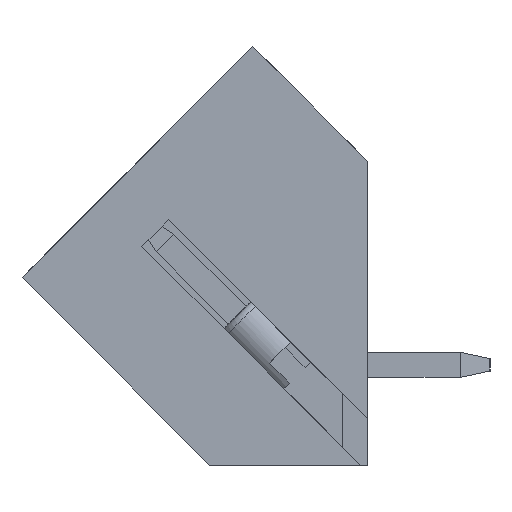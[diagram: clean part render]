
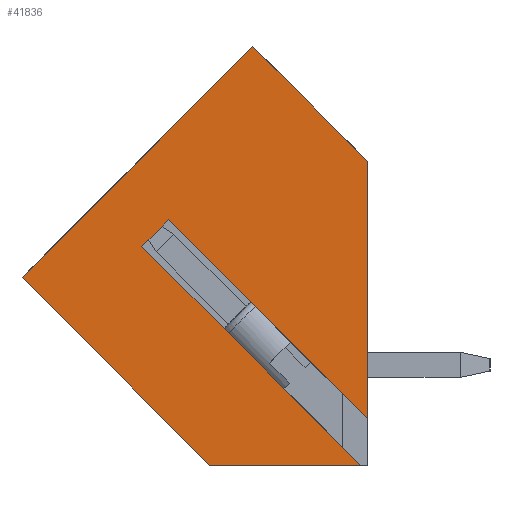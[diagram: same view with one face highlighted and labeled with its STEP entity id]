
A CAD part, left-side view. The second image highlights one B-rep face of the part: STEP entity #41836.
In plain terms, the highlighted planar face has unit normal (-1, 0, 0).
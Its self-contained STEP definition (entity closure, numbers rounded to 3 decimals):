
#257 = PLANE ( 'NONE',  #39080 ) ;
#1411 = VERTEX_POINT ( 'NONE', #5750 ) ;
#1901 = VECTOR ( 'NONE', #15043, 1000. ) ;
#2564 = LINE ( 'NONE', #27551, #32794 ) ;
#2905 = VECTOR ( 'NONE', #10087, 1000. ) ;
#3333 = ORIENTED_EDGE ( 'NONE', *, *, #15166, .T. ) ;
#3336 = CARTESIAN_POINT ( 'NONE',  ( 0., 11., 0. ) ) ;
#3617 = VECTOR ( 'NONE', #38256, 1000. ) ;
#4130 = VERTEX_POINT ( 'NONE', #30803 ) ;
#4330 = VECTOR ( 'NONE', #20605, 1000. ) ;
#4333 = DIRECTION ( 'NONE',  ( 0., 0.707, 0.707 ) ) ;
#4863 = EDGE_CURVE ( 'NONE', #11117, #12761, #2564, .T. ) ;
#4898 = VECTOR ( 'NONE', #4333, 1000. ) ;
#5750 = CARTESIAN_POINT ( 'NONE',  ( 0., 3.65, 13.33 ) ) ;
#6087 = CARTESIAN_POINT ( 'NONE',  ( 0., 3.65, 13.33 ) ) ;
#6700 = ORIENTED_EDGE ( 'NONE', *, *, #32016, .T. ) ;
#6851 = LINE ( 'NONE', #12929, #4330 ) ;
#7184 = DIRECTION ( 'NONE',  ( 0., 0., -1. ) ) ;
#7298 = CARTESIAN_POINT ( 'NONE',  ( 0., 0.219, 0. ) ) ;
#9020 = DIRECTION ( 'NONE',  ( 0., 0.707, -0.707 ) ) ;
#9568 = VERTEX_POINT ( 'NONE', #7298 ) ;
#9873 = EDGE_CURVE ( 'NONE', #9568, #13320, #29732, .T. ) ;
#10087 = DIRECTION ( 'NONE',  ( 0., -1., 0. ) ) ;
#10482 = ORIENTED_EDGE ( 'NONE', *, *, #9873, .T. ) ;
#10617 = CARTESIAN_POINT ( 'NONE',  ( 0., -2.689, -1.211 ) ) ;
#10784 = ORIENTED_EDGE ( 'NONE', *, *, #39175, .T. ) ;
#11117 = VERTEX_POINT ( 'NONE', #23884 ) ;
#12371 = CARTESIAN_POINT ( 'NONE',  ( 0., 7.186, 6.966 ) ) ;
#12761 = VERTEX_POINT ( 'NONE', #36107 ) ;
#12929 = CARTESIAN_POINT ( 'NONE',  ( 0., 0., 13.33 ) ) ;
#13320 = VERTEX_POINT ( 'NONE', #43956 ) ;
#13953 = CARTESIAN_POINT ( 'NONE',  ( 0., 11., 13.33 ) ) ;
#15043 = DIRECTION ( 'NONE',  ( 0., -0.707, 0.707 ) ) ;
#15166 = EDGE_CURVE ( 'NONE', #4130, #34534, #6851, .T. ) ;
#15618 = EDGE_CURVE ( 'NONE', #12761, #9568, #24066, .T. ) ;
#18809 = VERTEX_POINT ( 'NONE', #24255 ) ;
#19548 = VECTOR ( 'NONE', #9020, 1000. ) ;
#20605 = DIRECTION ( 'NONE',  ( 0., 0., 1. ) ) ;
#23006 = LINE ( 'NONE', #6087, #19548 ) ;
#23884 = CARTESIAN_POINT ( 'NONE',  ( 0., 11., 5.98 ) ) ;
#24066 = LINE ( 'NONE', #3336, #2905 ) ;
#24255 = CARTESIAN_POINT ( 'NONE',  ( 0., 6.337, 7.815 ) ) ;
#24313 = DIRECTION ( 'NONE',  ( 1., 0., 0. ) ) ;
#24844 = LINE ( 'NONE', #10617, #4898 ) ;
#25453 = VECTOR ( 'NONE', #36441, 1000. ) ;
#26392 = CARTESIAN_POINT ( 'NONE',  ( 0., -1.84, -2.06 ) ) ;
#26454 = ORIENTED_EDGE ( 'NONE', *, *, #38441, .F. ) ;
#26892 = EDGE_LOOP ( 'NONE', ( #29662, #10482, #10784, #26454, #3333, #37892, #6700, #30349 ) ) ;
#27506 = FACE_OUTER_BOUND ( 'NONE', #26892, .T. ) ;
#27551 = CARTESIAN_POINT ( 'NONE',  ( 0., 11., 5.98 ) ) ;
#28683 = EDGE_CURVE ( 'NONE', #34534, #1411, #31971, .T. ) ;
#29662 = ORIENTED_EDGE ( 'NONE', *, *, #15618, .T. ) ;
#29732 = LINE ( 'NONE', #26392, #25453 ) ;
#30349 = ORIENTED_EDGE ( 'NONE', *, *, #4863, .T. ) ;
#30803 = CARTESIAN_POINT ( 'NONE',  ( 0., 0., 1.478 ) ) ;
#31099 = CARTESIAN_POINT ( 'NONE',  ( 0., 0., 9.68 ) ) ;
#31971 = LINE ( 'NONE', #31099, #3617 ) ;
#32016 = EDGE_CURVE ( 'NONE', #1411, #11117, #23006, .T. ) ;
#32794 = VECTOR ( 'NONE', #33578, 1000. ) ;
#33578 = DIRECTION ( 'NONE',  ( 0., -0.707, -0.707 ) ) ;
#34534 = VERTEX_POINT ( 'NONE', #42159 ) ;
#36107 = CARTESIAN_POINT ( 'NONE',  ( 0., 5.02, 0. ) ) ;
#36200 = LINE ( 'NONE', #12371, #1901 ) ;
#36441 = DIRECTION ( 'NONE',  ( 0., 0.707, 0.707 ) ) ;
#37892 = ORIENTED_EDGE ( 'NONE', *, *, #28683, .T. ) ;
#38256 = DIRECTION ( 'NONE',  ( 0., 0.707, 0.707 ) ) ;
#38441 = EDGE_CURVE ( 'NONE', #4130, #18809, #24844, .T. ) ;
#39080 = AXIS2_PLACEMENT_3D ( 'NONE', #13953, #24313, #7184 ) ;
#39175 = EDGE_CURVE ( 'NONE', #13320, #18809, #36200, .T. ) ;
#41836 = ADVANCED_FACE ( 'NONE', ( #27506 ), #257, .F. ) ;
#42159 = CARTESIAN_POINT ( 'NONE',  ( 0., 0., 9.68 ) ) ;
#43956 = CARTESIAN_POINT ( 'NONE',  ( 0., 7.186, 6.966 ) ) ;
